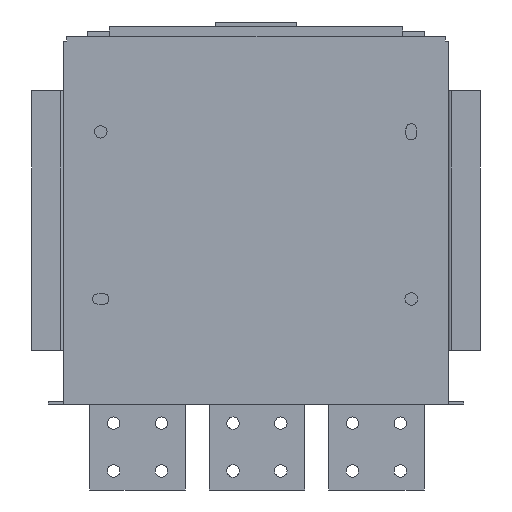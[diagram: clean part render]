
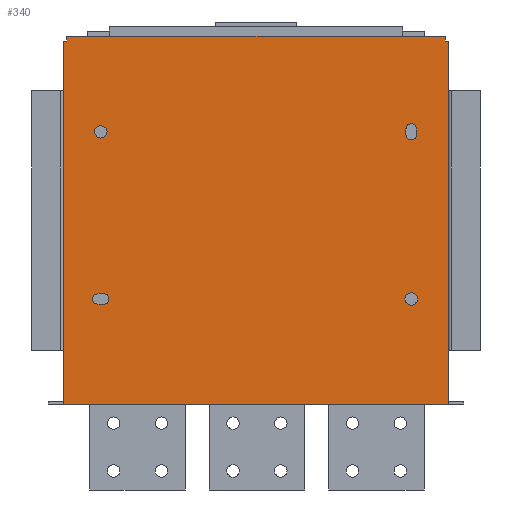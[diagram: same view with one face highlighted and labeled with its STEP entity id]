
A CAD part, front view. The second image highlights one B-rep face of the part: STEP entity #340.
In plain terms, the highlighted planar face has unit normal (0, -1, 0).
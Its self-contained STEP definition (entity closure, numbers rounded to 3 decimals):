
#262=CIRCLE('',#3207,6.5);
#267=CIRCLE('',#3221,5.5);
#268=CIRCLE('',#3222,5.5);
#269=CIRCLE('',#3223,5.5);
#270=CIRCLE('',#3224,5.5);
#271=CIRCLE('',#3225,6.5);
#272=CIRCLE('',#3226,6.5);
#340=ADVANCED_FACE('',(#658,#659,#660,#661,#662),#508,.T.);
#508=PLANE('',#3227);
#658=FACE_BOUND('',#811,.T.);
#659=FACE_BOUND('',#812,.T.);
#660=FACE_BOUND('',#813,.T.);
#661=FACE_BOUND('',#814,.T.);
#662=FACE_BOUND('',#815,.T.);
#811=EDGE_LOOP('',(#1195,#1196,#1197,#1198));
#812=EDGE_LOOP('',(#1199,#1200,#1201,#1202));
#813=EDGE_LOOP('',(#1203,#1204,#1205,#1206,#1207,#1208,#1209,#1210));
#814=EDGE_LOOP('',(#1211,#1212));
#815=EDGE_LOOP('',(#1213));
#1195=ORIENTED_EDGE('',*,*,#2268,.F.);
#1196=ORIENTED_EDGE('',*,*,#2269,.F.);
#1197=ORIENTED_EDGE('',*,*,#2270,.F.);
#1198=ORIENTED_EDGE('',*,*,#2271,.F.);
#1199=ORIENTED_EDGE('',*,*,#2272,.F.);
#1200=ORIENTED_EDGE('',*,*,#2273,.F.);
#1201=ORIENTED_EDGE('',*,*,#2274,.F.);
#1202=ORIENTED_EDGE('',*,*,#2275,.F.);
#1203=ORIENTED_EDGE('',*,*,#2173,.T.);
#1204=ORIENTED_EDGE('',*,*,#2225,.T.);
#1205=ORIENTED_EDGE('',*,*,#2276,.F.);
#1206=ORIENTED_EDGE('',*,*,#2277,.T.);
#1207=ORIENTED_EDGE('',*,*,#2261,.F.);
#1208=ORIENTED_EDGE('',*,*,#2278,.F.);
#1209=ORIENTED_EDGE('',*,*,#2279,.F.);
#1210=ORIENTED_EDGE('',*,*,#2231,.F.);
#1211=ORIENTED_EDGE('',*,*,#2280,.F.);
#1212=ORIENTED_EDGE('',*,*,#2209,.F.);
#1213=ORIENTED_EDGE('',*,*,#2281,.F.);
#1889=VERTEX_POINT('',#4345);
#1890=VERTEX_POINT('',#4347);
#1921=VERTEX_POINT('',#4418);
#1922=VERTEX_POINT('',#4420);
#1937=VERTEX_POINT('',#4451);
#1941=VERTEX_POINT('',#4463);
#1963=VERTEX_POINT('',#4517);
#1966=VERTEX_POINT('',#4522);
#1971=VERTEX_POINT('',#4537);
#1972=VERTEX_POINT('',#4538);
#1973=VERTEX_POINT('',#4540);
#1974=VERTEX_POINT('',#4542);
#1975=VERTEX_POINT('',#4545);
#1976=VERTEX_POINT('',#4546);
#1977=VERTEX_POINT('',#4548);
#1978=VERTEX_POINT('',#4550);
#1979=VERTEX_POINT('',#4553);
#1980=VERTEX_POINT('',#4556);
#1981=VERTEX_POINT('',#4560);
#2173=EDGE_CURVE('',#1890,#1889,#2571,.T.);
#2209=EDGE_CURVE('',#1921,#1922,#262,.T.);
#2225=EDGE_CURVE('',#1889,#1937,#2617,.T.);
#2231=EDGE_CURVE('',#1890,#1941,#2623,.T.);
#2261=EDGE_CURVE('',#1966,#1963,#2649,.T.);
#2268=EDGE_CURVE('',#1971,#1972,#267,.T.);
#2269=EDGE_CURVE('',#1973,#1971,#2656,.T.);
#2270=EDGE_CURVE('',#1974,#1973,#268,.T.);
#2271=EDGE_CURVE('',#1972,#1974,#2657,.T.);
#2272=EDGE_CURVE('',#1975,#1976,#269,.T.);
#2273=EDGE_CURVE('',#1977,#1975,#2658,.T.);
#2274=EDGE_CURVE('',#1978,#1977,#270,.T.);
#2275=EDGE_CURVE('',#1976,#1978,#2659,.T.);
#2276=EDGE_CURVE('',#1979,#1937,#2660,.T.);
#2277=EDGE_CURVE('',#1979,#1963,#2661,.T.);
#2278=EDGE_CURVE('',#1980,#1966,#2662,.T.);
#2279=EDGE_CURVE('',#1941,#1980,#2663,.T.);
#2280=EDGE_CURVE('',#1922,#1921,#271,.T.);
#2281=EDGE_CURVE('',#1981,#1981,#272,.T.);
#2571=LINE('',#4346,#2903);
#2617=LINE('',#4452,#2949);
#2623=LINE('',#4462,#2955);
#2649=LINE('',#4523,#2981);
#2656=LINE('',#4539,#2988);
#2657=LINE('',#4543,#2989);
#2658=LINE('',#4547,#2990);
#2659=LINE('',#4551,#2991);
#2660=LINE('',#4552,#2992);
#2661=LINE('',#4554,#2993);
#2662=LINE('',#4555,#2994);
#2663=LINE('',#4557,#2995);
#2903=VECTOR('',#3491,1.);
#2949=VECTOR('',#3561,1.);
#2955=VECTOR('',#3569,1.);
#2981=VECTOR('',#3613,1.);
#2988=VECTOR('',#3626,1.);
#2989=VECTOR('',#3629,1.);
#2990=VECTOR('',#3632,1.);
#2991=VECTOR('',#3635,1.);
#2992=VECTOR('',#3636,1.);
#2993=VECTOR('',#3637,1.);
#2994=VECTOR('',#3638,1.);
#2995=VECTOR('',#3639,1.);
#3207=AXIS2_PLACEMENT_3D('',#4419,#3542,#3543);
#3221=AXIS2_PLACEMENT_3D('',#4536,#3624,#3625);
#3222=AXIS2_PLACEMENT_3D('',#4541,#3627,#3628);
#3223=AXIS2_PLACEMENT_3D('',#4544,#3630,#3631);
#3224=AXIS2_PLACEMENT_3D('',#4549,#3633,#3634);
#3225=AXIS2_PLACEMENT_3D('',#4558,#3640,#3641);
#3226=AXIS2_PLACEMENT_3D('',#4559,#3642,#3643);
#3227=AXIS2_PLACEMENT_3D('',#4561,#3644,#3645);
#3491=DIRECTION('',(1.,0.,0.));
#3542=DIRECTION('',(0.,-1.,0.));
#3543=DIRECTION('',(0.,0.,-1.));
#3561=DIRECTION('',(0.,0.,1.));
#3569=DIRECTION('',(0.,0.,1.));
#3613=DIRECTION('',(1.,0.,0.));
#3624=DIRECTION('',(0.,-1.,0.));
#3625=DIRECTION('',(-1.,0.,0.));
#3626=DIRECTION('',(0.,0.,1.));
#3627=DIRECTION('',(0.,-1.,0.));
#3628=DIRECTION('',(-1.,0.,0.));
#3629=DIRECTION('',(0.,0.,-1.));
#3630=DIRECTION('',(0.,-1.,0.));
#3631=DIRECTION('',(-1.,0.,0.));
#3632=DIRECTION('',(-1.,0.,0.));
#3633=DIRECTION('',(0.,-1.,0.));
#3634=DIRECTION('',(-1.,0.,0.));
#3635=DIRECTION('',(1.,0.,0.));
#3636=DIRECTION('',(1.,0.,0.));
#3637=DIRECTION('',(0.,0.,1.));
#3638=DIRECTION('',(0.,0.,1.));
#3639=DIRECTION('',(1.,0.,0.));
#3640=DIRECTION('',(0.,-1.,0.));
#3641=DIRECTION('',(0.,0.,-1.));
#3642=DIRECTION('',(0.,-1.,0.));
#3643=DIRECTION('',(1.,0.,0.));
#3644=DIRECTION('',(0.,-1.,0.));
#3645=DIRECTION('',(0.,0.,-1.));
#4345=CARTESIAN_POINT('',(445.,0.,-152.5));
#4346=CARTESIAN_POINT('',(464.,0.,-152.5));
#4347=CARTESIAN_POINT('',(42.,0.,-152.5));
#4418=CARTESIAN_POINT('',(81.,0.,139.));
#4419=CARTESIAN_POINT('',(81.,0.,132.5));
#4420=CARTESIAN_POINT('',(81.,0.,126.));
#4451=CARTESIAN_POINT('',(445.,0.,227.5));
#4452=CARTESIAN_POINT('',(445.,0.,-122.5));
#4462=CARTESIAN_POINT('',(42.,0.,-122.5));
#4463=CARTESIAN_POINT('',(42.,0.,227.5));
#4517=CARTESIAN_POINT('',(441.8,0.,232.5));
#4522=CARTESIAN_POINT('',(45.2,0.,232.5));
#4523=CARTESIAN_POINT('',(441.8,0.,232.5));
#4536=CARTESIAN_POINT('',(406.,0.,135.5));
#4537=CARTESIAN_POINT('',(411.5,0.,135.5));
#4538=CARTESIAN_POINT('',(400.5,0.,135.5));
#4539=CARTESIAN_POINT('',(411.5,0.,135.5));
#4540=CARTESIAN_POINT('',(411.5,0.,129.5));
#4541=CARTESIAN_POINT('',(406.,0.,129.5));
#4542=CARTESIAN_POINT('',(400.5,0.,129.539));
#4543=CARTESIAN_POINT('',(400.5,0.,129.539));
#4544=CARTESIAN_POINT('',(78.,0.,-42.5));
#4545=CARTESIAN_POINT('',(78.,0.,-37.));
#4546=CARTESIAN_POINT('',(78.,0.,-48.));
#4547=CARTESIAN_POINT('',(78.,0.,-37.));
#4548=CARTESIAN_POINT('',(84.,0.,-37.));
#4549=CARTESIAN_POINT('',(84.,0.,-42.5));
#4550=CARTESIAN_POINT('',(84.,0.,-48.));
#4551=CARTESIAN_POINT('',(84.,0.,-48.));
#4552=CARTESIAN_POINT('',(445.,0.,227.5));
#4553=CARTESIAN_POINT('',(441.8,0.,227.5));
#4554=CARTESIAN_POINT('',(441.8,0.,227.5));
#4555=CARTESIAN_POINT('',(45.2,0.,0.));
#4556=CARTESIAN_POINT('',(45.2,0.,227.5));
#4557=CARTESIAN_POINT('',(-445.,0.,227.5));
#4558=CARTESIAN_POINT('',(81.,0.,132.5));
#4559=CARTESIAN_POINT('',(406.,0.,-42.5));
#4560=CARTESIAN_POINT('',(412.5,0.,-42.5));
#4561=CARTESIAN_POINT('',(0.,0.,0.));
